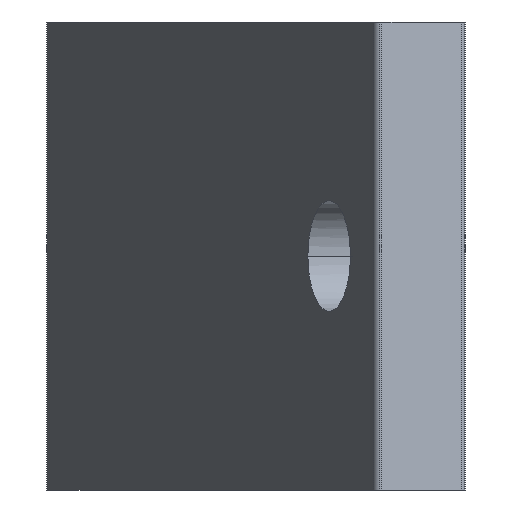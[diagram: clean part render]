
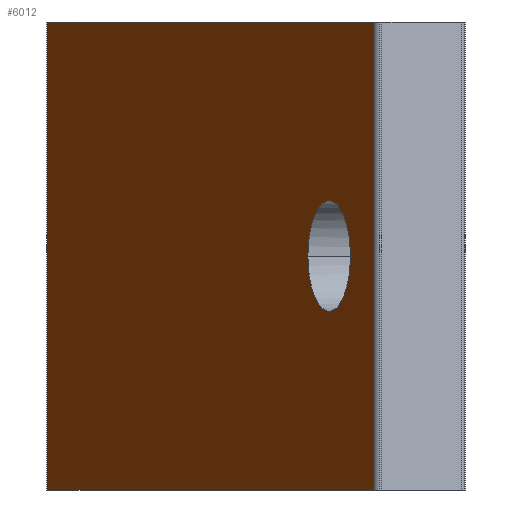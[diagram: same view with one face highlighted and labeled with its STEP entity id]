
A CAD part, left-side view. The second image highlights one B-rep face of the part: STEP entity #6012.
In plain terms, the highlighted planar face has unit normal (-0.383, 0.924, 0).
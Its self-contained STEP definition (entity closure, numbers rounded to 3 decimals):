
#126 = LINE ( 'NONE', #2369, #3120 ) ;
#139 = VERTEX_POINT ( 'NONE', #1596 ) ;
#161 = EDGE_CURVE ( 'NONE', #3925, #2070, #126, .T. ) ;
#216 = VERTEX_POINT ( 'NONE', #3627 ) ;
#335 = AXIS2_PLACEMENT_3D ( 'NONE', #4344, #770, #4935 ) ;
#347 = LINE ( 'NONE', #6642, #5107 ) ;
#459 = DIRECTION ( 'NONE',  ( 0., 0., -1. ) ) ;
#549 = CARTESIAN_POINT ( 'NONE',  ( 10402.654, 2576.032, 0. ) ) ;
#770 = DIRECTION ( 'NONE',  ( 0.383, -0.924, 0. ) ) ;
#855 = DIRECTION ( 'NONE',  ( 0., 0., 1. ) ) ;
#967 = CARTESIAN_POINT ( 'NONE',  ( 10457.972, 2598.946, 19. ) ) ;
#991 = CARTESIAN_POINT ( 'NONE',  ( 10393.416, 2572.205, 10. ) ) ;
#1019 = DIRECTION ( 'NONE',  ( 0.924, 0.383, 0. ) ) ;
#1151 = LINE ( 'NONE', #5612, #2554 ) ;
#1165 = DIRECTION ( 'NONE',  ( 0.924, 0.383, 0. ) ) ;
#1371 = EDGE_CURVE ( 'NONE', #3925, #1430, #5314, .T. ) ;
#1430 = VERTEX_POINT ( 'NONE', #4020 ) ;
#1596 = CARTESIAN_POINT ( 'NONE',  ( 10393.878, 2572.397, -19. ) ) ;
#1639 = ORIENTED_EDGE ( 'NONE', *, *, #7568, .T. ) ;
#1767 = ORIENTED_EDGE ( 'NONE', *, *, #1371, .T. ) ;
#1912 = ORIENTED_EDGE ( 'NONE', *, *, #4479, .T. ) ;
#2070 = VERTEX_POINT ( 'NONE', #2355 ) ;
#2355 = CARTESIAN_POINT ( 'NONE',  ( 10393.878, 2572.397, 19. ) ) ;
#2369 = CARTESIAN_POINT ( 'NONE',  ( 10393.416, 2572.205, 19. ) ) ;
#2424 = ORIENTED_EDGE ( 'NONE', *, *, #4568, .T. ) ;
#2554 = VECTOR ( 'NONE', #855, 1000. ) ;
#3069 = DIRECTION ( 'NONE',  ( -0.924, -0.383, 0. ) ) ;
#3120 = VECTOR ( 'NONE', #4308, 1000. ) ;
#3240 = EDGE_CURVE ( 'NONE', #7758, #216, #6931, .T. ) ;
#3546 = CIRCLE ( 'NONE', #4339, 4.5 ) ;
#3627 = CARTESIAN_POINT ( 'NONE',  ( 10398.497, 2574.31, 0. ) ) ;
#3925 = VERTEX_POINT ( 'NONE', #967 ) ;
#3974 = PLANE ( 'NONE',  #4576 ) ;
#4020 = CARTESIAN_POINT ( 'NONE',  ( 10457.972, 2598.946, -19. ) ) ;
#4308 = DIRECTION ( 'NONE',  ( -0.924, -0.383, 0. ) ) ;
#4339 = AXIS2_PLACEMENT_3D ( 'NONE', #549, #4721, #1165 ) ;
#4344 = CARTESIAN_POINT ( 'NONE',  ( 10402.654, 2576.032, 0. ) ) ;
#4479 = EDGE_CURVE ( 'NONE', #139, #2070, #1151, .T. ) ;
#4568 = EDGE_CURVE ( 'NONE', #216, #7758, #3546, .T. ) ;
#4576 = AXIS2_PLACEMENT_3D ( 'NONE', #991, #4587, #1019 ) ;
#4587 = DIRECTION ( 'NONE',  ( 0.383, -0.924, 0. ) ) ;
#4721 = DIRECTION ( 'NONE',  ( 0.383, -0.924, 0. ) ) ;
#4935 = DIRECTION ( 'NONE',  ( 0.924, 0.383, 0. ) ) ;
#5107 = VECTOR ( 'NONE', #3069, 1000. ) ;
#5251 = ORIENTED_EDGE ( 'NONE', *, *, #161, .F. ) ;
#5314 = LINE ( 'NONE', #6375, #6724 ) ;
#5612 = CARTESIAN_POINT ( 'NONE',  ( 10393.878, 2572.397, 10. ) ) ;
#5660 = CARTESIAN_POINT ( 'NONE',  ( 10406.812, 2577.754, 0. ) ) ;
#5836 = FACE_BOUND ( 'NONE', #6728, .T. ) ;
#5957 = ORIENTED_EDGE ( 'NONE', *, *, #3240, .T. ) ;
#6012 = ADVANCED_FACE ( 'NONE', ( #5836, #7440 ), #3974, .F. ) ;
#6375 = CARTESIAN_POINT ( 'NONE',  ( 10457.972, 2598.946, 10. ) ) ;
#6642 = CARTESIAN_POINT ( 'NONE',  ( 10393.416, 2572.205, -19. ) ) ;
#6724 = VECTOR ( 'NONE', #459, 1000. ) ;
#6728 = EDGE_LOOP ( 'NONE', ( #2424, #5957 ) ) ;
#6931 = CIRCLE ( 'NONE', #335, 4.5 ) ;
#7440 = FACE_OUTER_BOUND ( 'NONE', #7467, .T. ) ;
#7467 = EDGE_LOOP ( 'NONE', ( #1767, #1639, #1912, #5251 ) ) ;
#7568 = EDGE_CURVE ( 'NONE', #1430, #139, #347, .T. ) ;
#7758 = VERTEX_POINT ( 'NONE', #5660 ) ;
